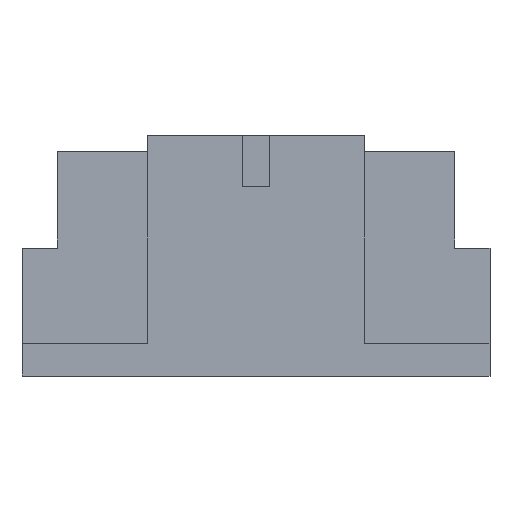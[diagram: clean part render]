
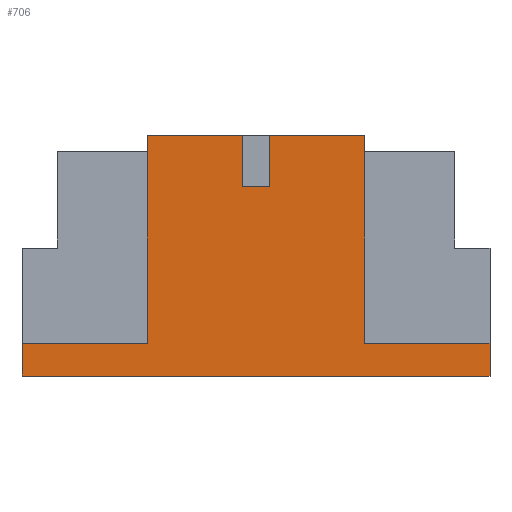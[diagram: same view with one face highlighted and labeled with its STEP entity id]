
A CAD part, top view. The second image highlights one B-rep face of the part: STEP entity #706.
In plain terms, the highlighted planar face has unit normal (0, 0, 1).
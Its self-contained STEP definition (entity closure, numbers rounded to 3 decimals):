
#615=AXIS2_PLACEMENT_3D('Plane Axis2P3D',#612,#613,#614) ;
#215=CARTESIAN_POINT('Vertex',(17.91,0.,10.27)) ;
#218=CARTESIAN_POINT('Line Origine',(8.955,0.,10.27)) ;
#222=CARTESIAN_POINT('Vertex',(0.,0.,10.27)) ;
#612=CARTESIAN_POINT('Axis2P3D Location',(4.8,9.2,10.27)) ;
#617=CARTESIAN_POINT('Line Origine',(6.61,9.2,10.27)) ;
#621=CARTESIAN_POINT('Vertex',(4.8,9.2,10.27)) ;
#623=CARTESIAN_POINT('Vertex',(8.42,9.2,10.27)) ;
#626=CARTESIAN_POINT('Line Origine',(4.8,5.225,10.27)) ;
#630=CARTESIAN_POINT('Vertex',(4.8,1.25,10.27)) ;
#633=CARTESIAN_POINT('Line Origine',(2.4,1.25,10.27)) ;
#637=CARTESIAN_POINT('Vertex',(0.,1.25,10.27)) ;
#640=CARTESIAN_POINT('Line Origine',(0.,0.625,10.27)) ;
#645=CARTESIAN_POINT('Line Origine',(17.91,0.625,10.27)) ;
#649=CARTESIAN_POINT('Vertex',(17.91,1.25,10.27)) ;
#652=CARTESIAN_POINT('Line Origine',(15.51,1.25,10.27)) ;
#656=CARTESIAN_POINT('Vertex',(13.11,1.25,10.27)) ;
#659=CARTESIAN_POINT('Line Origine',(13.11,5.225,10.27)) ;
#663=CARTESIAN_POINT('Vertex',(13.11,9.2,10.27)) ;
#666=CARTESIAN_POINT('Line Origine',(11.3,9.2,10.27)) ;
#670=CARTESIAN_POINT('Vertex',(9.49,9.2,10.27)) ;
#673=CARTESIAN_POINT('Line Origine',(9.49,8.225,10.27)) ;
#677=CARTESIAN_POINT('Vertex',(9.49,7.25,10.27)) ;
#680=CARTESIAN_POINT('Line Origine',(8.955,7.25,10.27)) ;
#684=CARTESIAN_POINT('Vertex',(8.42,7.25,10.27)) ;
#687=CARTESIAN_POINT('Line Origine',(8.42,8.225,10.27)) ;
#219=DIRECTION('Vector Direction',(1.,0.,0.)) ;
#613=DIRECTION('Axis2P3D Direction',(-0.,0.,1.)) ;
#614=DIRECTION('Axis2P3D XDirection',(0.,-1.,0.)) ;
#618=DIRECTION('Vector Direction',(1.,0.,0.)) ;
#627=DIRECTION('Vector Direction',(0.,-1.,0.)) ;
#634=DIRECTION('Vector Direction',(1.,0.,0.)) ;
#641=DIRECTION('Vector Direction',(0.,-1.,0.)) ;
#646=DIRECTION('Vector Direction',(0.,-1.,0.)) ;
#653=DIRECTION('Vector Direction',(1.,0.,0.)) ;
#660=DIRECTION('Vector Direction',(0.,-1.,0.)) ;
#667=DIRECTION('Vector Direction',(1.,0.,0.)) ;
#674=DIRECTION('Vector Direction',(0.,-1.,0.)) ;
#681=DIRECTION('Vector Direction',(-1.,0.,0.)) ;
#688=DIRECTION('Vector Direction',(0.,-1.,0.)) ;
#220=VECTOR('Line Direction',#219,1.) ;
#619=VECTOR('Line Direction',#618,1.) ;
#628=VECTOR('Line Direction',#627,1.) ;
#635=VECTOR('Line Direction',#634,1.) ;
#642=VECTOR('Line Direction',#641,1.) ;
#647=VECTOR('Line Direction',#646,1.) ;
#654=VECTOR('Line Direction',#653,1.) ;
#661=VECTOR('Line Direction',#660,1.) ;
#668=VECTOR('Line Direction',#667,1.) ;
#675=VECTOR('Line Direction',#674,1.) ;
#682=VECTOR('Line Direction',#681,1.) ;
#689=VECTOR('Line Direction',#688,1.) ;
#693=ORIENTED_EDGE('',*,*,#625,.F.) ;
#694=ORIENTED_EDGE('',*,*,#632,.F.) ;
#695=ORIENTED_EDGE('',*,*,#639,.F.) ;
#696=ORIENTED_EDGE('',*,*,#644,.F.) ;
#697=ORIENTED_EDGE('',*,*,#224,.F.) ;
#698=ORIENTED_EDGE('',*,*,#651,.T.) ;
#699=ORIENTED_EDGE('',*,*,#658,.T.) ;
#700=ORIENTED_EDGE('',*,*,#665,.T.) ;
#701=ORIENTED_EDGE('',*,*,#672,.F.) ;
#702=ORIENTED_EDGE('',*,*,#679,.T.) ;
#703=ORIENTED_EDGE('',*,*,#686,.F.) ;
#704=ORIENTED_EDGE('',*,*,#691,.F.) ;
#706=ADVANCED_FACE('HOUSING',(#705),#616,.T.) ;
#224=EDGE_CURVE('',#216,#223,#221,.F.) ;
#625=EDGE_CURVE('',#622,#624,#620,.T.) ;
#632=EDGE_CURVE('',#631,#622,#629,.F.) ;
#639=EDGE_CURVE('',#638,#631,#636,.T.) ;
#644=EDGE_CURVE('',#223,#638,#643,.F.) ;
#651=EDGE_CURVE('',#216,#650,#648,.F.) ;
#658=EDGE_CURVE('',#650,#657,#655,.F.) ;
#665=EDGE_CURVE('',#657,#664,#662,.F.) ;
#672=EDGE_CURVE('',#671,#664,#669,.T.) ;
#679=EDGE_CURVE('',#671,#678,#676,.T.) ;
#686=EDGE_CURVE('',#685,#678,#683,.F.) ;
#691=EDGE_CURVE('',#624,#685,#690,.T.) ;
#692=EDGE_LOOP('',(#693,#694,#695,#696,#697,#698,#699,#700,#701,#702,#703,#704)) ;
#705=FACE_OUTER_BOUND('',#692,.T.) ;
#221=LINE('Line',#218,#220) ;
#620=LINE('Line',#617,#619) ;
#629=LINE('Line',#626,#628) ;
#636=LINE('Line',#633,#635) ;
#643=LINE('Line',#640,#642) ;
#648=LINE('Line',#645,#647) ;
#655=LINE('Line',#652,#654) ;
#662=LINE('Line',#659,#661) ;
#669=LINE('Line',#666,#668) ;
#676=LINE('Line',#673,#675) ;
#683=LINE('Line',#680,#682) ;
#690=LINE('Line',#687,#689) ;
#616=PLANE('',#615) ;
#216=VERTEX_POINT('',#215) ;
#223=VERTEX_POINT('',#222) ;
#622=VERTEX_POINT('',#621) ;
#624=VERTEX_POINT('',#623) ;
#631=VERTEX_POINT('',#630) ;
#638=VERTEX_POINT('',#637) ;
#650=VERTEX_POINT('',#649) ;
#657=VERTEX_POINT('',#656) ;
#664=VERTEX_POINT('',#663) ;
#671=VERTEX_POINT('',#670) ;
#678=VERTEX_POINT('',#677) ;
#685=VERTEX_POINT('',#684) ;
